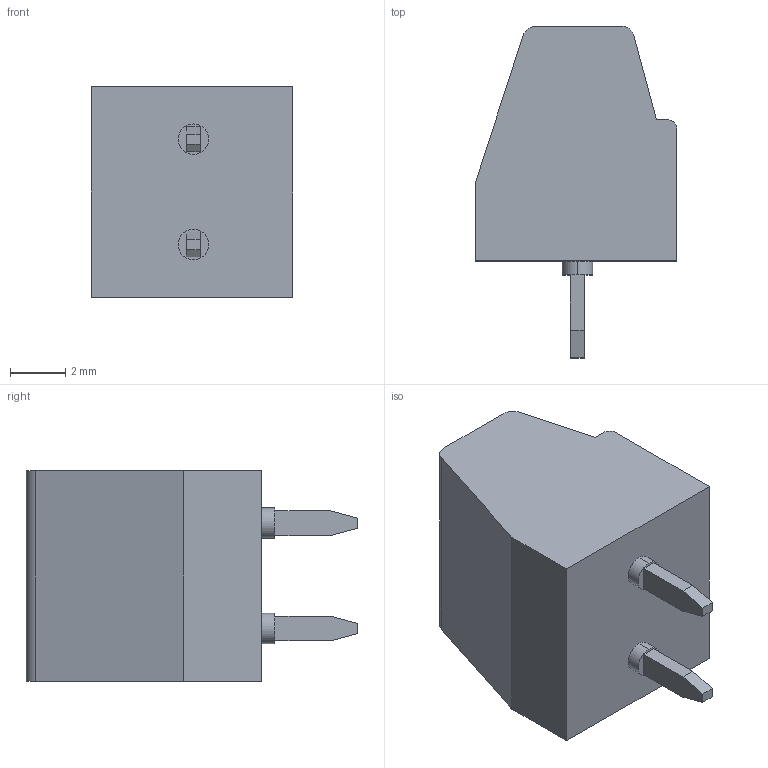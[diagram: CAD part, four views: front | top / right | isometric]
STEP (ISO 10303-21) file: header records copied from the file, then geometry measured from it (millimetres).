
FILE_DESCRIPTION (( 'STEP AP214' ), '1' );
FILE_NAME ('5442756.STEP', '2024-12-16T15:26:36', ( '' ), ( '' ), 'SwSTEP 2.0', 'SolidWorks 2020', '' );
FILE_SCHEMA (( 'AUTOMOTIVE_DESIGN' ));
Length unit declared in the file: millimetre
Products named in the file (1): 5442756
Bounding box: 7.3 x 12 x 7.61 mm (x, y, z)
Volume: 353.2 mm3; surface area: 459.6 mm2
Topology: 1 solids, 1 shells, 116 faces, 300 edges, 200 vertices
Faces by surface type: plane 74, cylinder 42
Entity records: 4858 total; most frequent: CARTESIAN_POINT 641, DIRECTION 610, ORIENTED_EDGE 600, EDGE_CURVE 300, VECTOR 208, LINE 208, AXIS2_PLACEMENT_3D 201, VERTEX_POINT 200
